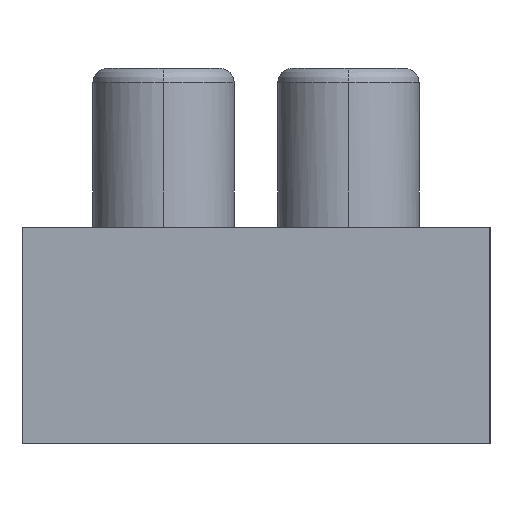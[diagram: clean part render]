
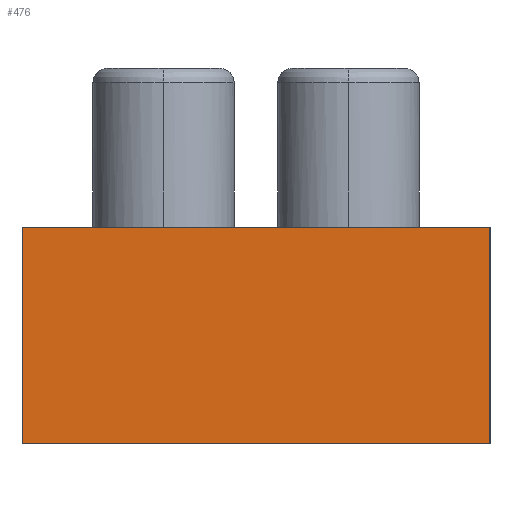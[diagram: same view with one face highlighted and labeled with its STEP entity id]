
A CAD part, left-side view. The second image highlights one B-rep face of the part: STEP entity #476.
In plain terms, the highlighted planar face has unit normal (-1, 0, 0).
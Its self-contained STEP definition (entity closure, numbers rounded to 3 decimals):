
#476=ADVANCED_FACE('',(#1406),#14203,.T.);
#1406=FACE_OUTER_BOUND('',#2410,.T.);
#2410=EDGE_LOOP('',(#4196,#4197,#4198,#4199));
#4196=ORIENTED_EDGE('',*,*,#8419,.T.);
#4197=ORIENTED_EDGE('',*,*,#8414,.F.);
#4198=ORIENTED_EDGE('',*,*,#8420,.T.);
#4199=ORIENTED_EDGE('',*,*,#8401,.F.);
#8401=EDGE_CURVE('',#12913,#12914,#10559,.T.);
#8414=EDGE_CURVE('',#12925,#12924,#10572,.T.);
#8419=EDGE_CURVE('',#12913,#12924,#10577,.T.);
#8420=EDGE_CURVE('',#12925,#12914,#10578,.T.);
#10559=B_SPLINE_CURVE_WITH_KNOTS('',1,(#28825,#28826),.UNSPECIFIED.,.F.,
 .F.,(2,2),(0.,7.5),.UNSPECIFIED.);
#10572=B_SPLINE_CURVE_WITH_KNOTS('',1,(#28851,#28852),.UNSPECIFIED.,.F.,
 .F.,(2,2),(-7.5,0.),.UNSPECIFIED.);
#10577=B_SPLINE_CURVE_WITH_KNOTS('',1,(#28861,#28862),.UNSPECIFIED.,.F.,
 .F.,(2,2),(-16.2,0.),.UNSPECIFIED.);
#10578=B_SPLINE_CURVE_WITH_KNOTS('',1,(#28863,#28864),.UNSPECIFIED.,.F.,
 .F.,(2,2),(-16.2,0.),.UNSPECIFIED.);
#12913=VERTEX_POINT('',#28206);
#12914=VERTEX_POINT('',#28207);
#12924=VERTEX_POINT('',#28217);
#12925=VERTEX_POINT('',#28218);
#14203=PLANE('',#15310);
#15310=AXIS2_PLACEMENT_3D('',#21648,#15710,$);
#15710=DIRECTION('',(-1.,0.,0.));
#21648=CARTESIAN_POINT('',(-50.876,-9.721,5.251));
#28206=CARTESIAN_POINT('',(-50.876,8.1,-3.));
#28207=CARTESIAN_POINT('',(-50.876,8.1,4.5));
#28217=CARTESIAN_POINT('',(-50.876,-8.1,-3.));
#28218=CARTESIAN_POINT('',(-50.876,-8.1,4.5));
#28825=CARTESIAN_POINT('',(-50.876,8.1,-3.));
#28826=CARTESIAN_POINT('',(-50.876,8.1,4.5));
#28851=CARTESIAN_POINT('',(-50.876,-8.1,4.5));
#28852=CARTESIAN_POINT('',(-50.876,-8.1,-3.));
#28861=CARTESIAN_POINT('',(-50.876,8.1,-3.));
#28862=CARTESIAN_POINT('',(-50.876,-8.1,-3.));
#28863=CARTESIAN_POINT('',(-50.876,-8.1,4.5));
#28864=CARTESIAN_POINT('',(-50.876,8.1,4.5));
